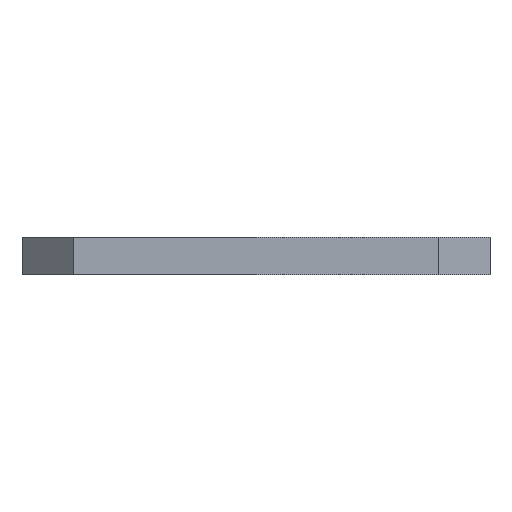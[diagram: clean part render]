
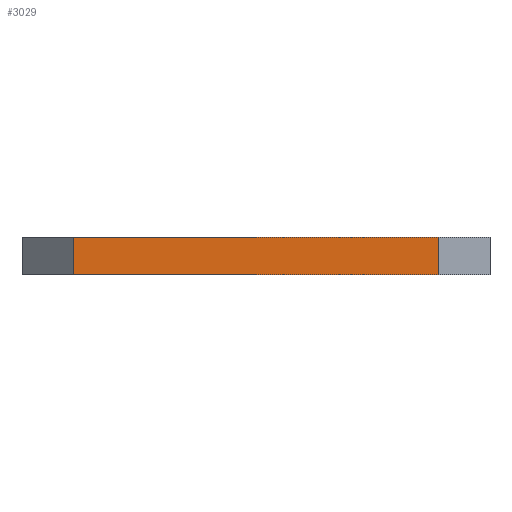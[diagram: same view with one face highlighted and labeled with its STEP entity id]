
A CAD part, left-side view. The second image highlights one B-rep face of the part: STEP entity #3029.
In plain terms, the highlighted planar face has unit normal (-1, 0, 0).
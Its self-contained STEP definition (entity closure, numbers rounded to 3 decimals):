
#3029=ADVANCED_FACE('',(#6452),#6453,.T.);
#6452=FACE_OUTER_BOUND('',#10066,.T.);
#6453=PLANE('',#10067);
#10066=EDGE_LOOP('',(#18675,#18676,#18677,#18678));
#10067=AXIS2_PLACEMENT_3D('',#18679,#18680,#18681);
#18675=ORIENTED_EDGE('',*,*,#21092,.T.);
#18676=ORIENTED_EDGE('',*,*,#22509,.T.);
#18677=ORIENTED_EDGE('',*,*,#21109,.T.);
#18678=ORIENTED_EDGE('',*,*,#21111,.T.);
#18679=CARTESIAN_POINT('',(-400.0,-265.0,0.0));
#18680=DIRECTION('',(-1.0,0.0,0.0));
#18681=DIRECTION('',(0.0,0.0,1.0));
#21092=EDGE_CURVE('',#26093,#26090,#26094,.T.);
#21109=EDGE_CURVE('',#26118,#26122,#26124,.T.);
#21111=EDGE_CURVE('',#26122,#26093,#26126,.T.);
#22509=EDGE_CURVE('',#26090,#26118,#27524,.T.);
#26090=VERTEX_POINT('',#31899);
#26093=VERTEX_POINT('',#31903);
#26094=LINE('',#31904,#31905);
#26118=VERTEX_POINT('',#31939);
#26122=VERTEX_POINT('',#31945);
#26124=LINE('',#31948,#31949);
#26126=LINE('',#31951,#31952);
#27524=LINE('',#33354,#33355);
#31899=CARTESIAN_POINT('',(-400.0,245.0,0.0));
#31903=CARTESIAN_POINT('',(-400.0,245.0,50.0));
#31904=CARTESIAN_POINT('',(-400.0,245.0,25.0));
#31905=VECTOR('',#36541,10.0);
#31939=CARTESIAN_POINT('',(-400.0,-245.0,0.0));
#31945=CARTESIAN_POINT('',(-400.0,-245.0,50.0));
#31948=CARTESIAN_POINT('',(-400.0,-245.0,25.0));
#31949=VECTOR('',#36555,10.0);
#31951=CARTESIAN_POINT('',(-400.0,265.0,50.0));
#31952=VECTOR('',#36556,1.0);
#33354=CARTESIAN_POINT('',(-400.0,265.0,0.0));
#33355=VECTOR('',#38943,1.0);
#36541=DIRECTION('',(-0.0,-0.0,-1.0));
#36555=DIRECTION('',(0.0,0.0,1.0));
#36556=DIRECTION('',(0.0,1.0,0.0));
#38943=DIRECTION('',(0.0,-1.0,0.0));
